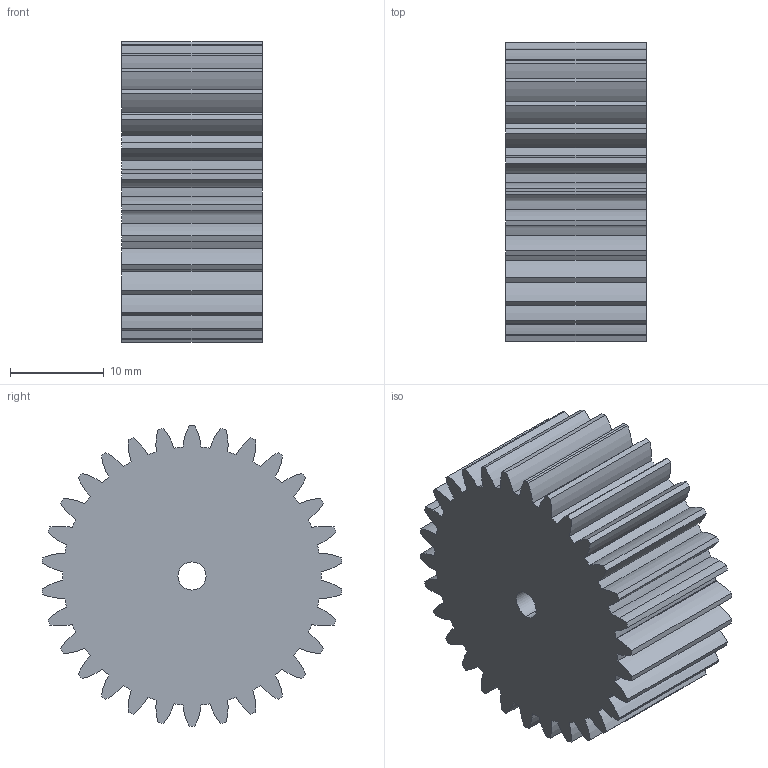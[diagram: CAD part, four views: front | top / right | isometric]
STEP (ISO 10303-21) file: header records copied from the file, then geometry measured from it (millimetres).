
FILE_DESCRIPTION (( 'STEP AP203' ), '1' );
FILE_NAME ('spur gear_am_key.STEP', '2021-07-29T19:22:14', ( '' ), ( '' ), 'SwSTEP 2.0', 'SolidWorks 2020', '' );
FILE_SCHEMA (( 'CONFIG_CONTROL_DESIGN' ));
Length unit declared in the file: millimetre
Products named in the file (1): spur gear_am_key
Bounding box: 15 x 31.88 x 32 mm (x, y, z)
Volume: 10253 mm3; surface area: 4349.7 mm2
Topology: 1 solids, 1 shells, 129 faces, 381 edges, 254 vertices
Faces by surface type: cylinder 127, plane 2
Entity records: 4550 total; most frequent: DIRECTION 895, CARTESIAN_POINT 765, ORIENTED_EDGE 762, AXIS2_PLACEMENT_3D 384, EDGE_CURVE 381, CIRCLE 254, VERTEX_POINT 254, EDGE_LOOP 131
